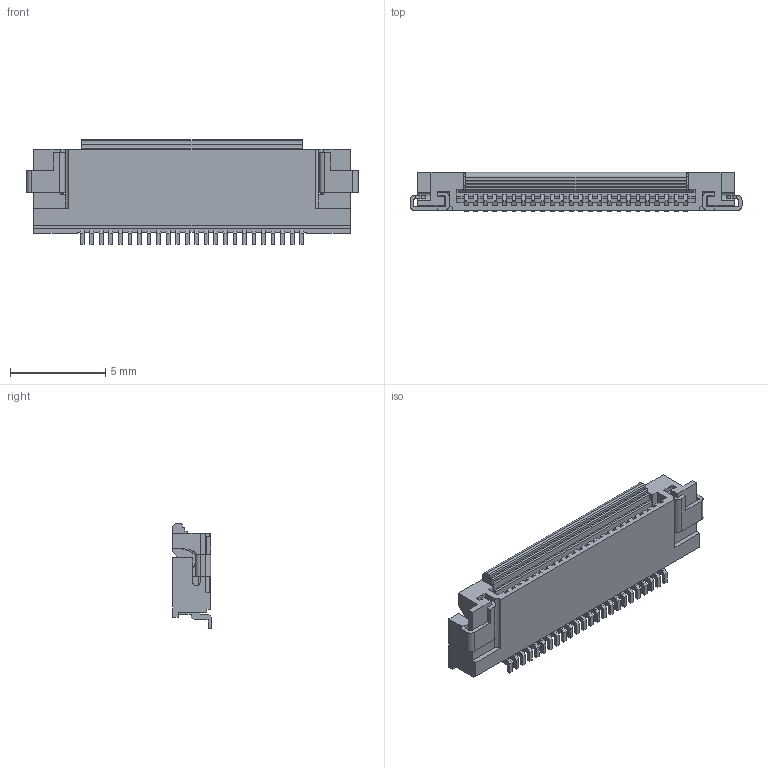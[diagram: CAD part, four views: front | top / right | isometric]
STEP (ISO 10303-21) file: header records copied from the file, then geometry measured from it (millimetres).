
FILE_DESCRIPTION((''),'2;1');
FILE_NAME('528922433','2016-11-29T',('ksrinivasara'),(''),'PRO/ENGINEER BY PARAMETRIC TECHNOLOGY CORPORATION, 2012310','PRO/ENGINEER BY PARAMETRIC TECHNOLOGY CORPORATION, 2012310','');
FILE_SCHEMA(('CONFIG_CONTROL_DESIGN'));
Length unit declared in the file: millimetre
Products named in the file (1): 528922433
Bounding box: 17.4 x 2.04 x 5.5 mm (x, y, z)
Volume: 103.8 mm3; surface area: 561.6 mm2
Topology: 1 solids, 1 shells, 1149 faces, 3409 edges, 2296 vertices
Faces by surface type: plane 976, cylinder 173
Entity records: 37922 total; most frequent: CARTESIAN_POINT 6831, ORIENTED_EDGE 6606, DIRECTION 6051, EDGE_CURVE 3303, VECTOR 3035, LINE 3035, VERTEX_POINT 2188, AXIS2_PLACEMENT_3D 1508
